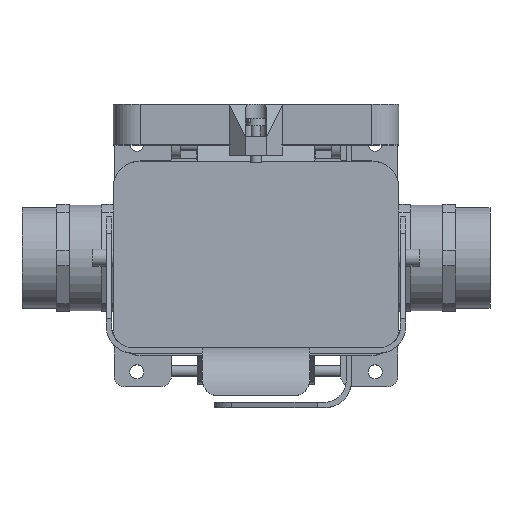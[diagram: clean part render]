
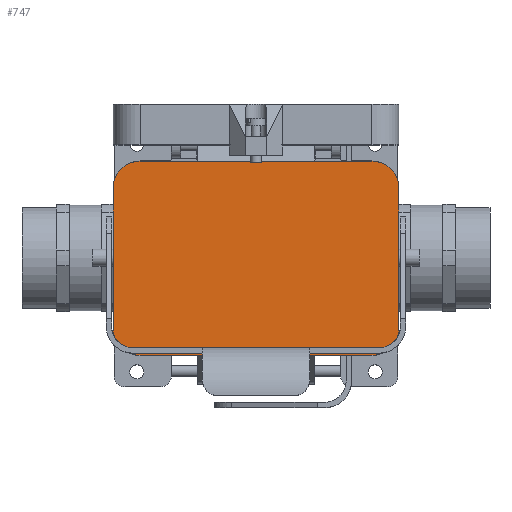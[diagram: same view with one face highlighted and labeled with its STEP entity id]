
A CAD part, top view. The second image highlights one B-rep face of the part: STEP entity #747.
In plain terms, the highlighted planar face has unit normal (0, 0, 1).
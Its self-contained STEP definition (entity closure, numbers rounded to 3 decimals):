
#747 = ADVANCED_FACE( '', ( #1654 ), #1655, .T. );
#1654 = FACE_OUTER_BOUND( '', #2739, .T. );
#1655 = PLANE( '', #2740 );
#2739 = EDGE_LOOP( '', ( #4861, #4862, #4863, #4864, #4865, #4866, #4867, #4868, #4869, #4870, #4871, #4872, #4873, #4874 ) );
#2740 = AXIS2_PLACEMENT_3D( '', #4875, #4876, #4877 );
#4861 = ORIENTED_EDGE( '', *, *, #7039, .F. );
#4862 = ORIENTED_EDGE( '', *, *, #7040, .T. );
#4863 = ORIENTED_EDGE( '', *, *, #7041, .T. );
#4864 = ORIENTED_EDGE( '', *, *, #7042, .F. );
#4865 = ORIENTED_EDGE( '', *, *, #7043, .F. );
#4866 = ORIENTED_EDGE( '', *, *, #6910, .F. );
#4867 = ORIENTED_EDGE( '', *, *, #6333, .T. );
#4868 = ORIENTED_EDGE( '', *, *, #6242, .T. );
#4869 = ORIENTED_EDGE( '', *, *, #7044, .F. );
#4870 = ORIENTED_EDGE( '', *, *, #6590, .T. );
#4871 = ORIENTED_EDGE( '', *, *, #6208, .T. );
#4872 = ORIENTED_EDGE( '', *, *, #7045, .T. );
#4873 = ORIENTED_EDGE( '', *, *, #7046, .F. );
#4874 = ORIENTED_EDGE( '', *, *, #6320, .F. );
#4875 = CARTESIAN_POINT( '', ( -54., 32.75, 19. ) );
#4876 = DIRECTION( '', ( 0., 0., 1. ) );
#4877 = DIRECTION( '', ( 1., 0., 0. ) );
#6208 = EDGE_CURVE( '', #7374, #7372, #7375, .T. );
#6242 = EDGE_CURVE( '', #7434, #7435, #7436, .F. );
#6320 = EDGE_CURVE( '', #7574, #7576, #7577, .T. );
#6333 = EDGE_CURVE( '', #7597, #7434, #7598, .T. );
#6590 = EDGE_CURVE( '', #8042, #7374, #8046, .T. );
#6910 = EDGE_CURVE( '', #7597, #8533, #8534, .T. );
#7039 = EDGE_CURVE( '', #7566, #7574, #8701, .T. );
#7040 = EDGE_CURVE( '', #7566, #8702, #8703, .T. );
#7041 = EDGE_CURVE( '', #8702, #8704, #8705, .T. );
#7042 = EDGE_CURVE( '', #8706, #8704, #8707, .T. );
#7043 = EDGE_CURVE( '', #8533, #8706, #8708, .T. );
#7044 = EDGE_CURVE( '', #8042, #7435, #8709, .T. );
#7045 = EDGE_CURVE( '', #7372, #8710, #8711, .T. );
#7046 = EDGE_CURVE( '', #7576, #8710, #8712, .T. );
#7372 = VERTEX_POINT( '', #9104 );
#7374 = VERTEX_POINT( '', #9107 );
#7375 = CIRCLE( '', #9108, 12.5 );
#7434 = VERTEX_POINT( '', #9183 );
#7435 = VERTEX_POINT( '', #9184 );
#7436 = CIRCLE( '', #9185, 5. );
#7566 = VERTEX_POINT( '', #9394 );
#7574 = VERTEX_POINT( '', #9405 );
#7576 = VERTEX_POINT( '', #9408 );
#7577 = LINE( '', #9409, #9410 );
#7597 = VERTEX_POINT( '', #9436 );
#7598 = LINE( '', #9437, #9438 );
#8042 = VERTEX_POINT( '', #10194 );
#8046 = LINE( '', #10200, #10201 );
#8533 = VERTEX_POINT( '', #10909 );
#8534 = LINE( '', #10910, #10911 );
#8701 = LINE( '', #11134, #11135 );
#8702 = VERTEX_POINT( '', #11136 );
#8703 = LINE( '', #11137, #11138 );
#8704 = VERTEX_POINT( '', #11139 );
#8705 = CIRCLE( '', #11140, 12.5 );
#8706 = VERTEX_POINT( '', #11141 );
#8707 = LINE( '', #11142, #11143 );
#8708 = CIRCLE( '', #11144, 12.5 );
#8709 = LINE( '', #11145, #11146 );
#8710 = VERTEX_POINT( '', #11147 );
#8711 = LINE( '', #11148, #11149 );
#8712 = CIRCLE( '', #11150, 12.5 );
#9104 = CARTESIAN_POINT( '', ( -66.5, 32.75, 19. ) );
#9107 = CARTESIAN_POINT( '', ( -54., 45.25, 19. ) );
#9108 = AXIS2_PLACEMENT_3D( '', #11680, #11681, #11682 );
#9183 = CARTESIAN_POINT( '', ( 4.33, 45.25, 19. ) );
#9184 = CARTESIAN_POINT( '', ( -4.33, 45.25, 19. ) );
#9185 = AXIS2_PLACEMENT_3D( '', #11729, #11730, #11731 );
#9394 = CARTESIAN_POINT( '', ( 27.25, -45.25, 19. ) );
#9405 = CARTESIAN_POINT( '', ( -27.25, -45.25, 19. ) );
#9408 = CARTESIAN_POINT( '', ( -54., -45.25, 19. ) );
#9409 = CARTESIAN_POINT( '', ( 0., -45.25, 19. ) );
#9410 = VECTOR( '', #11826, 1000. );
#9436 = CARTESIAN_POINT( '', ( 12.5, 45.25, 19. ) );
#9437 = CARTESIAN_POINT( '', ( 132.126, 45.25, 19. ) );
#9438 = VECTOR( '', #11842, 1000. );
#10194 = CARTESIAN_POINT( '', ( -12.5, 45.25, 19. ) );
#10200 = CARTESIAN_POINT( '', ( 0., 45.25, 19. ) );
#10201 = VECTOR( '', #12164, 1000. );
#10909 = CARTESIAN_POINT( '', ( 54., 45.25, 19. ) );
#10910 = CARTESIAN_POINT( '', ( 0., 45.25, 19. ) );
#10911 = VECTOR( '', #12544, 1000. );
#11134 = CARTESIAN_POINT( '', ( 0., -45.25, 19. ) );
#11135 = VECTOR( '', #12694, 1000. );
#11136 = CARTESIAN_POINT( '', ( 54., -45.25, 19. ) );
#11137 = CARTESIAN_POINT( '', ( 0., -45.25, 19. ) );
#11138 = VECTOR( '', #12695, 1000. );
#11139 = CARTESIAN_POINT( '', ( 66.5, -32.75, 19. ) );
#11140 = AXIS2_PLACEMENT_3D( '', #12696, #12697, #12698 );
#11141 = CARTESIAN_POINT( '', ( 66.5, 32.75, 19. ) );
#11142 = CARTESIAN_POINT( '', ( 66.5, 32.75, 19. ) );
#11143 = VECTOR( '', #12699, 1000. );
#11144 = AXIS2_PLACEMENT_3D( '', #12700, #12701, #12702 );
#11145 = CARTESIAN_POINT( '', ( -132.126, 45.25, 19. ) );
#11146 = VECTOR( '', #12703, 1000. );
#11147 = CARTESIAN_POINT( '', ( -66.5, -32.75, 19. ) );
#11148 = CARTESIAN_POINT( '', ( -66.5, 32.75, 19. ) );
#11149 = VECTOR( '', #12704, 1000. );
#11150 = AXIS2_PLACEMENT_3D( '', #12705, #12706, #12707 );
#11680 = CARTESIAN_POINT( '', ( -54., 32.75, 19. ) );
#11681 = DIRECTION( '', ( 0., 0., 1. ) );
#11682 = DIRECTION( '', ( 1., 0., 0. ) );
#11729 = CARTESIAN_POINT( '', ( 0., 47.75, 19. ) );
#11730 = DIRECTION( '', ( 0., 0., 1. ) );
#11731 = DIRECTION( '', ( 1., 0., 0. ) );
#11826 = DIRECTION( '', ( -1., 0., 0. ) );
#11842 = DIRECTION( '', ( -1., 0., 0. ) );
#12164 = DIRECTION( '', ( -1., 0., 0. ) );
#12544 = DIRECTION( '', ( 1., 0., 0. ) );
#12694 = DIRECTION( '', ( -1., 0., 0. ) );
#12695 = DIRECTION( '', ( 1., 0., 0. ) );
#12696 = CARTESIAN_POINT( '', ( 54., -32.75, 19. ) );
#12697 = DIRECTION( '', ( 0., 0., 1. ) );
#12698 = DIRECTION( '', ( -1., 0., 0. ) );
#12699 = DIRECTION( '', ( 0., -1., 0. ) );
#12700 = CARTESIAN_POINT( '', ( 54., 32.75, 19. ) );
#12701 = DIRECTION( '', ( 0., 0., -1. ) );
#12702 = DIRECTION( '', ( -1., 0., 0. ) );
#12703 = DIRECTION( '', ( 1., 0., 0. ) );
#12704 = DIRECTION( '', ( 0., -1., 0. ) );
#12705 = CARTESIAN_POINT( '', ( -54., -32.75, 19. ) );
#12706 = DIRECTION( '', ( 0., 0., -1. ) );
#12707 = DIRECTION( '', ( 1., 0., 0. ) );
